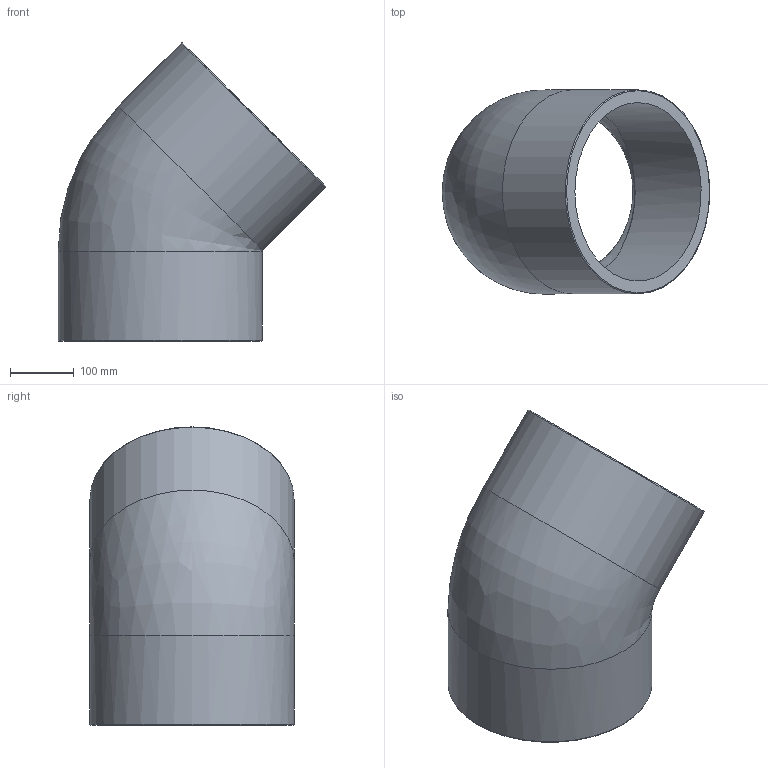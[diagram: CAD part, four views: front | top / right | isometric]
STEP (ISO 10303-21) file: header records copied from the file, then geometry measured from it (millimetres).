
FILE_DESCRIPTION(/* description */ (''),/* implementation_level */ '2;1');
FILE_NAME(/* name */ 'HIV280.ipt.stp',/* time_stamp */ '2013-10-01T14:43:24+02:00',/* author */ ('Marco de Biase'),/* organization */ (''),/* preprocessor_version */ 'ST-DEVELOPER v15.2',/* originating_system */ 'Autodesk Inventor 2014',/* authorisation */ '');
FILE_SCHEMA (('CONFIG_CONTROL_DESIGN','AUTOMOTIVE_DESIGN { 1 0 10303 214 3 1 1 }'));
Length unit declared in the file: millimetre
Products named in the file (1): HIV280
Bounding box: 419.58 x 320 x 467.58 mm (x, y, z)
Volume: 7828637.3 mm3; surface area: 808112.1 mm2
Topology: 1 solids, 1 shells, 14 faces, 44 edges, 32 vertices
Faces by surface type: plane 6, cylinder 4, torus 2, bspline 2
Full cylindrical faces by diameter (mm): 280 x2, 320 x2
Entity records: 4964 total; most frequent: CARTESIAN_POINT 4582, DIRECTION 74, ORIENTED_EDGE 72, AXIS2_PLACEMENT_3D 37, EDGE_CURVE 36, VERTEX_POINT 30, CIRCLE 24, EDGE_LOOP 22
